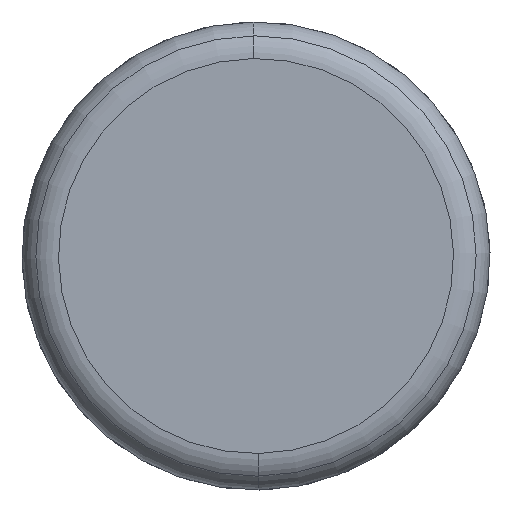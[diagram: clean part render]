
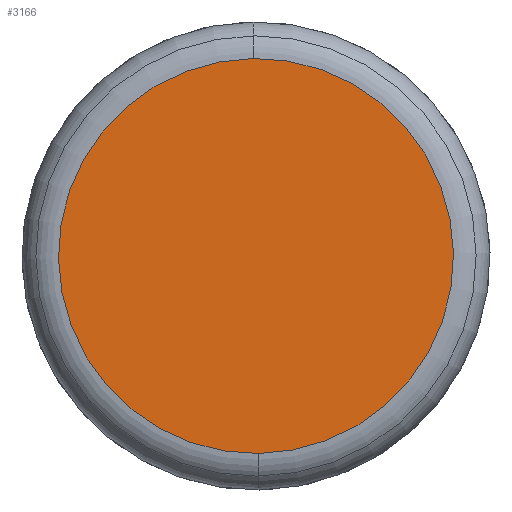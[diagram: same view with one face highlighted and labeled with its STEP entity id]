
A CAD part, left-side view. The second image highlights one B-rep face of the part: STEP entity #3166.
In plain terms, the highlighted face is planar.
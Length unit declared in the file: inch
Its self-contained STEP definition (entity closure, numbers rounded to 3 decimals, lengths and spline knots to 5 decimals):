
#93 = AXIS2_PLACEMENT_3D ( 'NONE', #1960, #460, #3104 ) ;
#132 = DIRECTION ( 'NONE',  ( 0., 0., 1. ) ) ;
#366 = CARTESIAN_POINT ( 'NONE',  ( 0.3735, 0.1705, 0. ) ) ;
#415 = FACE_OUTER_BOUND ( 'NONE', #566, .T. ) ;
#460 = DIRECTION ( 'NONE',  ( -1., 0., 0. ) ) ;
#566 = EDGE_LOOP ( 'NONE', ( #1112, #2787 ) ) ;
#750 = CARTESIAN_POINT ( 'NONE',  ( 0.3735, 0., 0. ) ) ;
#857 = VERTEX_POINT ( 'NONE', #2014 ) ;
#1038 = DIRECTION ( 'NONE',  ( -1., 0., 0. ) ) ;
#1112 = ORIENTED_EDGE ( 'NONE', *, *, #1697, .F. ) ;
#1250 = DIRECTION ( 'NONE',  ( 0., 0., 1. ) ) ;
#1551 = DIRECTION ( 'NONE',  ( -1., 0., 0. ) ) ;
#1568 = PLANE ( 'NONE',  #3108 ) ;
#1696 = EDGE_CURVE ( 'NONE', #857, #2222, #2142, .T. ) ;
#1697 = EDGE_CURVE ( 'NONE', #2222, #857, #2258, .T. ) ;
#1742 = CARTESIAN_POINT ( 'NONE',  ( 0.3735, 0., 0.1705 ) ) ;
#1889 = AXIS2_PLACEMENT_3D ( 'NONE', #750, #1038, #132 ) ;
#1960 = CARTESIAN_POINT ( 'NONE',  ( 0.3735, 0., 0. ) ) ;
#2014 = CARTESIAN_POINT ( 'NONE',  ( 0.3735, 0., -0.1705 ) ) ;
#2142 = CIRCLE ( 'NONE', #1889, 0.1705 ) ;
#2222 = VERTEX_POINT ( 'NONE', #1742 ) ;
#2258 = CIRCLE ( 'NONE', #93, 0.1705 ) ;
#2787 = ORIENTED_EDGE ( 'NONE', *, *, #1696, .F. ) ;
#3104 = DIRECTION ( 'NONE',  ( 0., 0., 1. ) ) ;
#3108 = AXIS2_PLACEMENT_3D ( 'NONE', #366, #1551, #1250 ) ;
#3166 = ADVANCED_FACE ( 'NONE', ( #415 ), #1568, .F. ) ;
